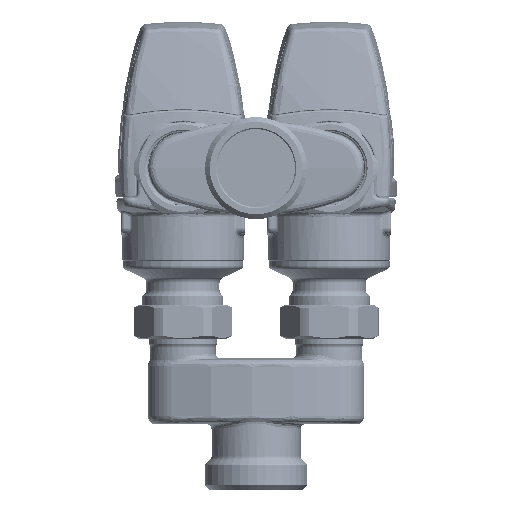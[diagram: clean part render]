
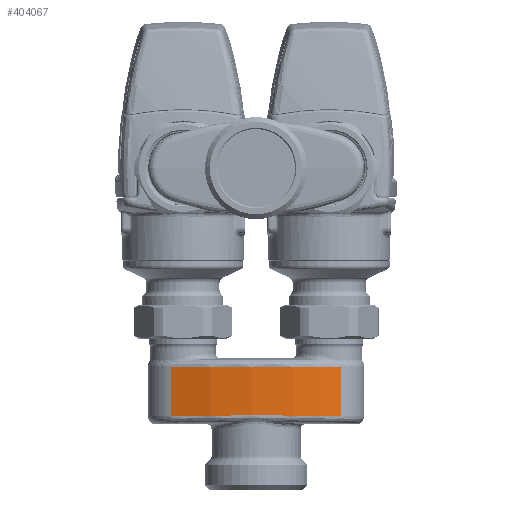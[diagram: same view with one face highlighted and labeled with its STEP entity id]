
A CAD part, front view. The second image highlights one B-rep face of the part: STEP entity #404067.
In plain terms, the highlighted cylindrical face has radius 102.589 mm (diameter 205.179 mm), a partial arc.
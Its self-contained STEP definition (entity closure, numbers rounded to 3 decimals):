
#403658=CARTESIAN_POINT('Vertex',(4.839,-13.403,-101.629)) ;
#403662=CARTESIAN_POINT('Control Point',(-64.839,-13.403,-101.629)) ;
#403663=CARTESIAN_POINT('Control Point',(-62.16,-14.37,-101.596)) ;
#403664=CARTESIAN_POINT('Control Point',(-59.447,-15.245,-101.566)) ;
#403665=CARTESIAN_POINT('Control Point',(-56.705,-16.025,-101.54)) ;
#403666=CARTESIAN_POINT('Control Point',(-44.714,-18.989,-101.439)) ;
#403667=CARTESIAN_POINT('Control Point',(-32.341,-20.136,-101.4)) ;
#403668=CARTESIAN_POINT('Control Point',(-22.762,-19.909,-101.408)) ;
#403669=CARTESIAN_POINT('Control Point',(-11.428,-18.312,-101.462)) ;
#403670=CARTESIAN_POINT('Control Point',(-0.492,-15.191,-101.568)) ;
#403671=CARTESIAN_POINT('Control Point',(1.299,-14.636,-101.587)) ;
#403672=CARTESIAN_POINT('Control Point',(3.076,-14.04,-101.607)) ;
#403673=CARTESIAN_POINT('Control Point',(4.839,-13.403,-101.629)) ;
#403674=CARTESIAN_POINT('Vertex',(-64.839,-13.403,-101.629)) ;
#404034=CARTESIAN_POINT('Axis2P3D Location',(-30.,83.089,-91.5)) ;
#404039=CARTESIAN_POINT('Line Origine',(4.839,-13.403,-91.5)) ;
#404043=CARTESIAN_POINT('Vertex',(4.839,-13.403,-81.371)) ;
#404047=CARTESIAN_POINT('Control Point',(-64.839,-13.403,-81.371)) ;
#404048=CARTESIAN_POINT('Control Point',(-51.466,-18.231,-81.535)) ;
#404049=CARTESIAN_POINT('Control Point',(-37.256,-20.744,-81.62)) ;
#404050=CARTESIAN_POINT('Control Point',(-22.744,-20.744,-81.62)) ;
#404051=CARTESIAN_POINT('Control Point',(-8.534,-18.232,-81.535)) ;
#404052=CARTESIAN_POINT('Control Point',(4.839,-13.403,-81.371)) ;
#404053=CARTESIAN_POINT('Vertex',(-64.839,-13.403,-81.371)) ;
#404056=CARTESIAN_POINT('Line Origine',(-64.839,-13.403,-91.5)) ;
#404041=VECTOR('Line Direction',#404040,1.) ;
#404058=VECTOR('Line Direction',#404057,1.) ;
#404035=DIRECTION('Axis2P3D Direction',(0.,-0.,1.)) ;
#404036=DIRECTION('Axis2P3D XDirection',(-0.34,-0.941,0.)) ;
#404040=DIRECTION('Vector Direction',(0.,0.,1.)) ;
#404057=DIRECTION('Vector Direction',(0.,0.,1.)) ;
#404037=AXIS2_PLACEMENT_3D('Cylinder Axis2P3D',#404034,#404035,#404036) ;
#404042=LINE('Line',#404039,#404041) ;
#404059=LINE('Line',#404056,#404058) ;
#404038=CYLINDRICAL_SURFACE('generated cylinder',#404037,102.589) ;
#403676=EDGE_CURVE('',#403675,#403659,#403661,.T.) ;
#404045=EDGE_CURVE('',#403659,#404044,#404042,.T.) ;
#404055=EDGE_CURVE('',#404044,#404054,#404046,.F.) ;
#404060=EDGE_CURVE('',#403675,#404054,#404059,.T.) ;
#404062=ORIENTED_EDGE('',*,*,#404045,.T.) ;
#404063=ORIENTED_EDGE('',*,*,#404055,.T.) ;
#404064=ORIENTED_EDGE('',*,*,#404060,.F.) ;
#404065=ORIENTED_EDGE('',*,*,#403676,.T.) ;
#404061=EDGE_LOOP('',(#404062,#404063,#404064,#404065)) ;
#403659=VERTEX_POINT('',#403658) ;
#403675=VERTEX_POINT('',#403674) ;
#404044=VERTEX_POINT('',#404043) ;
#404054=VERTEX_POINT('',#404053) ;
#404067=ADVANCED_FACE('PartBody',(#404066),#404038,.T.) ;
#403661=B_SPLINE_CURVE_WITH_KNOTS('',5,(#403662,#403663,#403664,#403665,#403666,#403667,#403668,#403669,#403670,#403671,#403672,#403673),.UNSPECIFIED.,.F.,.U.,(6,3,3,6),(44.616,64.468,130.638,143.7),.UNSPECIFIED.) ;
#404046=B_SPLINE_CURVE_WITH_KNOTS('',5,(#404047,#404048,#404049,#404050,#404051,#404052),.UNSPECIFIED.,.F.,.U.,(6,6),(44.616,143.7),.UNSPECIFIED.) ;
#404066=FACE_OUTER_BOUND('',#404061,.T.) ;
